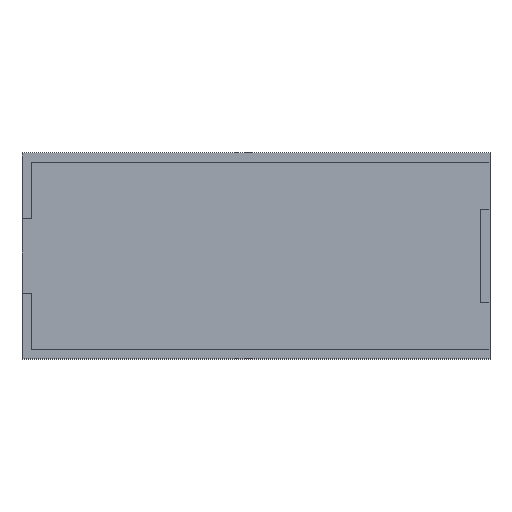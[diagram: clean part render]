
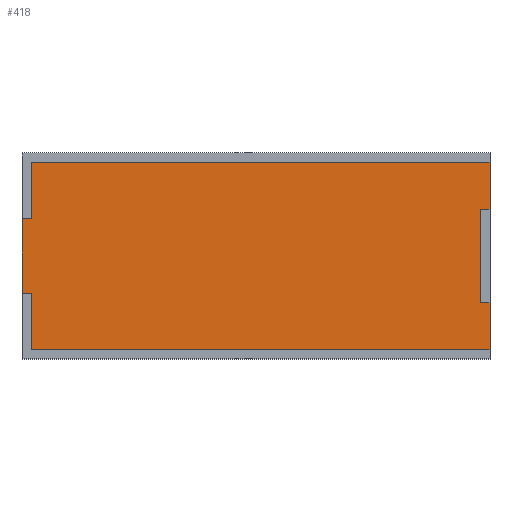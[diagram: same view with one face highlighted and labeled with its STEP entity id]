
A CAD part, top view. The second image highlights one B-rep face of the part: STEP entity #418.
In plain terms, the highlighted planar face has unit normal (0, 0, 1).
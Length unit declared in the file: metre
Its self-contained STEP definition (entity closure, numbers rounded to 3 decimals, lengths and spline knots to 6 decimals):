
#24=ORIENTED_EDGE('',*,*,#136,.F.);
#25=ORIENTED_EDGE('',*,*,#137,.F.);
#26=ORIENTED_EDGE('',*,*,#138,.F.);
#27=ORIENTED_EDGE('',*,*,#139,.F.);
#28=ORIENTED_EDGE('',*,*,#140,.F.);
#29=ORIENTED_EDGE('',*,*,#141,.T.);
#30=ORIENTED_EDGE('',*,*,#142,.T.);
#31=ORIENTED_EDGE('',*,*,#143,.F.);
#32=ORIENTED_EDGE('',*,*,#144,.F.);
#33=ORIENTED_EDGE('',*,*,#145,.F.);
#34=ORIENTED_EDGE('',*,*,#146,.T.);
#35=ORIENTED_EDGE('',*,*,#147,.F.);
#136=EDGE_CURVE('',#192,#193,#232,.T.);
#137=EDGE_CURVE('',#194,#192,#233,.T.);
#138=EDGE_CURVE('',#195,#194,#234,.T.);
#139=EDGE_CURVE('',#196,#195,#235,.T.);
#140=EDGE_CURVE('',#197,#196,#236,.T.);
#141=EDGE_CURVE('',#197,#198,#237,.T.);
#142=EDGE_CURVE('',#198,#199,#238,.T.);
#143=EDGE_CURVE('',#200,#199,#239,.T.);
#144=EDGE_CURVE('',#201,#200,#240,.T.);
#145=EDGE_CURVE('',#202,#201,#241,.T.);
#146=EDGE_CURVE('',#202,#203,#242,.T.);
#147=EDGE_CURVE('',#193,#203,#243,.T.);
#192=VERTEX_POINT('',#612);
#193=VERTEX_POINT('',#613);
#194=VERTEX_POINT('',#615);
#195=VERTEX_POINT('',#617);
#196=VERTEX_POINT('',#619);
#197=VERTEX_POINT('',#621);
#198=VERTEX_POINT('',#623);
#199=VERTEX_POINT('',#625);
#200=VERTEX_POINT('',#627);
#201=VERTEX_POINT('',#629);
#202=VERTEX_POINT('',#631);
#203=VERTEX_POINT('',#633);
#232=LINE('',#611,#280);
#233=LINE('',#614,#281);
#234=LINE('',#616,#282);
#235=LINE('',#618,#283);
#236=LINE('',#620,#284);
#237=LINE('',#622,#285);
#238=LINE('',#624,#286);
#239=LINE('',#626,#287);
#240=LINE('',#628,#288);
#241=LINE('',#630,#289);
#242=LINE('',#632,#290);
#243=LINE('',#634,#291);
#280=VECTOR('',#495,1.);
#281=VECTOR('',#496,1.);
#282=VECTOR('',#497,1.);
#283=VECTOR('',#498,1.);
#284=VECTOR('',#499,1.);
#285=VECTOR('',#500,1.);
#286=VECTOR('',#501,1.);
#287=VECTOR('',#502,1.);
#288=VECTOR('',#503,1.);
#289=VECTOR('',#504,1.);
#290=VECTOR('',#505,1.);
#291=VECTOR('',#506,1.);
#328=EDGE_LOOP('',(#24,#25,#26,#27,#28,#29,#30,#31,#32,#33,#34,#35));
#362=FACE_BOUND('',#328,.T.);
#396=PLANE('',#457);
#418=ADVANCED_FACE('',(#362),#396,.T.);
#457=AXIS2_PLACEMENT_3D('',#610,#493,#494);
#493=DIRECTION('',(0.,0.,1.));
#494=DIRECTION('',(1.,0.,0.));
#495=DIRECTION('',(1.,0.,0.));
#496=DIRECTION('',(0.,-1.,0.));
#497=DIRECTION('',(-1.,0.,0.));
#498=DIRECTION('',(0.,-1.,0.));
#499=DIRECTION('',(1.,0.,0.));
#500=DIRECTION('',(0.,-1.,0.));
#501=DIRECTION('',(-1.,0.,0.));
#502=DIRECTION('',(0.,1.,0.));
#503=DIRECTION('',(-1.,0.,0.));
#504=DIRECTION('',(0.,1.,0.));
#505=DIRECTION('',(1.,0.,0.));
#506=DIRECTION('',(0.,-1.,0.));
#610=CARTESIAN_POINT('',(-0.031852,-0.038854,0.001));
#611=CARTESIAN_POINT('',(-0.007352,-0.043854,0.001));
#612=CARTESIAN_POINT('',(-0.007852,-0.043854,0.001));
#613=CARTESIAN_POINT('',(-0.006852,-0.043854,0.001));
#614=CARTESIAN_POINT('',(-0.007852,-0.038854,0.001));
#615=CARTESIAN_POINT('',(-0.007852,-0.033854,0.001));
#616=CARTESIAN_POINT('',(-0.007352,-0.033854,0.001));
#617=CARTESIAN_POINT('',(-0.006852,-0.033854,0.001));
#618=CARTESIAN_POINT('',(-0.006852,-0.038854,0.001));
#619=CARTESIAN_POINT('',(-0.006852,-0.028854,0.001));
#620=CARTESIAN_POINT('',(-0.031852,-0.028854,0.001));
#621=CARTESIAN_POINT('',(-0.055852,-0.028854,0.001));
#622=CARTESIAN_POINT('',(-0.055852,-0.031854,0.001));
#623=CARTESIAN_POINT('',(-0.055852,-0.034854,0.001));
#624=CARTESIAN_POINT('',(-0.056352,-0.034854,0.001));
#625=CARTESIAN_POINT('',(-0.056852,-0.034854,0.001));
#626=CARTESIAN_POINT('',(-0.056852,-0.038854,0.001));
#627=CARTESIAN_POINT('',(-0.056852,-0.042854,0.001));
#628=CARTESIAN_POINT('',(-0.056352,-0.042854,0.001));
#629=CARTESIAN_POINT('',(-0.055852,-0.042854,0.001));
#630=CARTESIAN_POINT('',(-0.055852,-0.045854,0.001));
#631=CARTESIAN_POINT('',(-0.055852,-0.048854,0.001));
#632=CARTESIAN_POINT('',(-0.031852,-0.048854,0.001));
#633=CARTESIAN_POINT('',(-0.006852,-0.048854,0.001));
#634=CARTESIAN_POINT('',(-0.006852,-0.038854,0.001));
